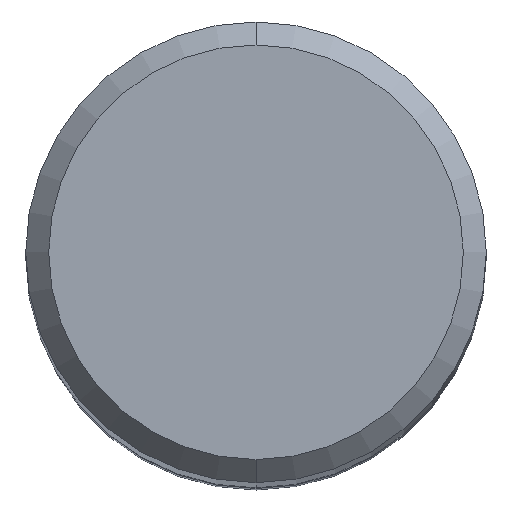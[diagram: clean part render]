
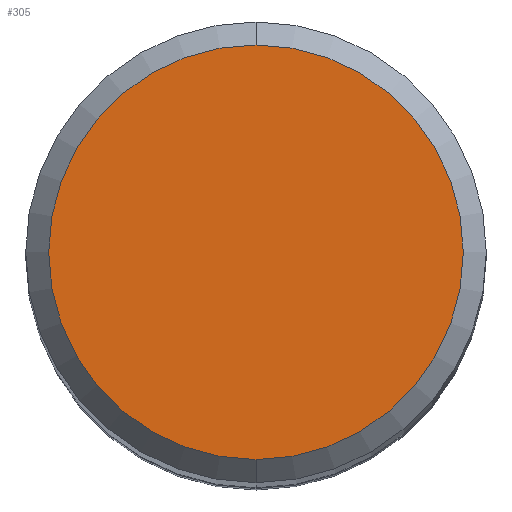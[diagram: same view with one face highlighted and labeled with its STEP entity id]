
A CAD part, top view. The second image highlights one B-rep face of the part: STEP entity #305.
In plain terms, the highlighted planar face has unit normal (0, 0, 1).
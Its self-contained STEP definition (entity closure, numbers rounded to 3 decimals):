
#169=VERTEX_POINT('',#402);
#189=VERTEX_POINT('',#425);
#207=EDGE_CURVE('',#169,#189,#447,.T.);
#269=EDGE_CURVE('',#189,#169,#517,.T.);
#305=ADVANCED_FACE('',(#559),#560,.T.);
#402=CARTESIAN_POINT('',(0.0,3.6,0.0));
#425=CARTESIAN_POINT('',(0.,-3.6,0.0));
#447=CIRCLE('',#725,3.6);
#517=CIRCLE('',#818,3.6);
#559=FACE_OUTER_BOUND('',#868,.T.);
#560=PLANE('',#869);
#725=AXIS2_PLACEMENT_3D('',#1024,#1025,#1026);
#818=AXIS2_PLACEMENT_3D('',#1119,#1120,#1121);
#868=EDGE_LOOP('',(#1180,#1181));
#869=AXIS2_PLACEMENT_3D('',#1182,#1183,#1184);
#1024=CARTESIAN_POINT('',(0.0,0.0,0.0));
#1025=DIRECTION('',(0.0,0.0,-1.0));
#1026=DIRECTION('',(0.0,1.0,0.0));
#1119=CARTESIAN_POINT('',(0.0,0.0,0.0));
#1120=DIRECTION('',(0.0,0.0,-1.0));
#1121=DIRECTION('',(0.0,1.0,0.0));
#1180=ORIENTED_EDGE('',*,*,#207,.F.);
#1181=ORIENTED_EDGE('',*,*,#269,.F.);
#1182=CARTESIAN_POINT('',(0.0,1.8,0.0));
#1183=DIRECTION('',(-0.0,0.0,1.0));
#1184=DIRECTION('',(0.0,-1.0,0.0));
